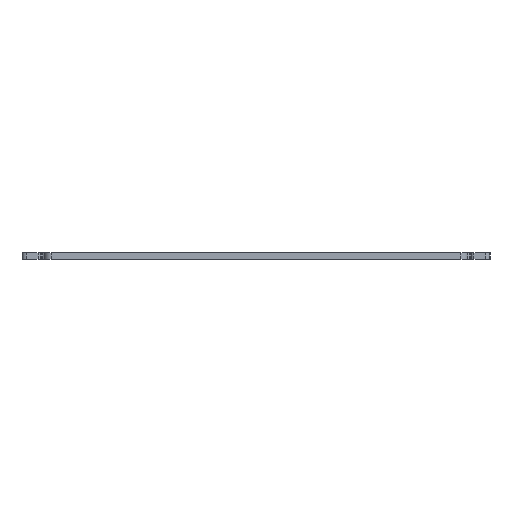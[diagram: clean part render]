
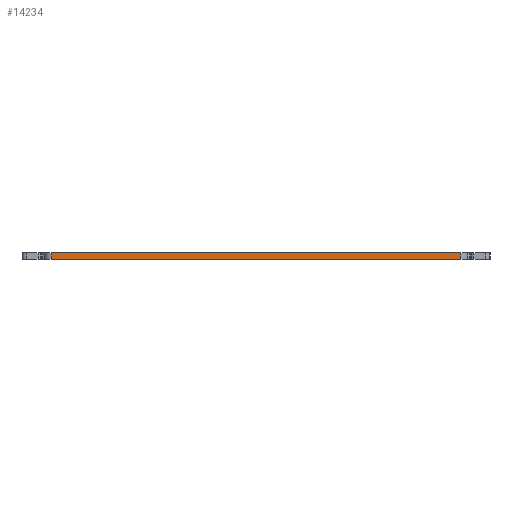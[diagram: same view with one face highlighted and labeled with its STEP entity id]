
A CAD part, left-side view. The second image highlights one B-rep face of the part: STEP entity #14234.
In plain terms, the highlighted planar face has unit normal (-1, 0, 0).
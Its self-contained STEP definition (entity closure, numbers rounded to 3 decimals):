
#185=PLANE('',#15692);
#570=FACE_OUTER_BOUND('',#1454,.T.);
#1454=EDGE_LOOP('',(#11043,#11044,#11045,#11046));
#2200=LINE('',#20944,#3666);
#2565=LINE('',#22386,#4031);
#2923=LINE('',#23759,#4389);
#2925=LINE('',#23762,#4391);
#3666=VECTOR('',#16536,10.);
#4031=VECTOR('',#17617,10.);
#4389=VECTOR('',#18677,10.);
#4391=VECTOR('',#18681,10.);
#5884=VERTEX_POINT('',#20941);
#5885=VERTEX_POINT('',#20943);
#6603=VERTEX_POINT('',#22383);
#6604=VERTEX_POINT('',#22385);
#7353=EDGE_CURVE('',#5885,#5884,#2200,.T.);
#8074=EDGE_CURVE('',#6603,#6604,#2565,.T.);
#8763=EDGE_CURVE('',#6604,#5884,#2923,.T.);
#8765=EDGE_CURVE('',#5885,#6603,#2925,.T.);
#11043=ORIENTED_EDGE('',*,*,#8763,.F.);
#11044=ORIENTED_EDGE('',*,*,#8074,.F.);
#11045=ORIENTED_EDGE('',*,*,#8765,.F.);
#11046=ORIENTED_EDGE('',*,*,#7353,.T.);
#14234=ADVANCED_FACE('',(#570),#185,.T.);
#15692=AXIS2_PLACEMENT_3D('',#23761,#18679,#18680);
#16536=DIRECTION('',(0.,-1.,0.));
#17617=DIRECTION('',(0.,-1.,0.));
#18677=DIRECTION('',(0.,0.,-1.));
#18679=DIRECTION('center_axis',(-1.,0.,0.));
#18680=DIRECTION('ref_axis',(0.,-1.,0.));
#18681=DIRECTION('',(0.,0.,1.));
#20941=CARTESIAN_POINT('',(0.,-93.65,1.7));
#20943=CARTESIAN_POINT('',(0.,-1.6,1.7));
#20944=CARTESIAN_POINT('',(0.,0.,1.7));
#22383=CARTESIAN_POINT('',(0.,-1.6,3.2));
#22385=CARTESIAN_POINT('',(0.,-93.65,3.2));
#22386=CARTESIAN_POINT('',(0.,0.,3.2));
#23759=CARTESIAN_POINT('',(0.,-93.65,1.7));
#23761=CARTESIAN_POINT('Origin',(0.,0.,1.7));
#23762=CARTESIAN_POINT('',(0.,-1.6,1.7));
